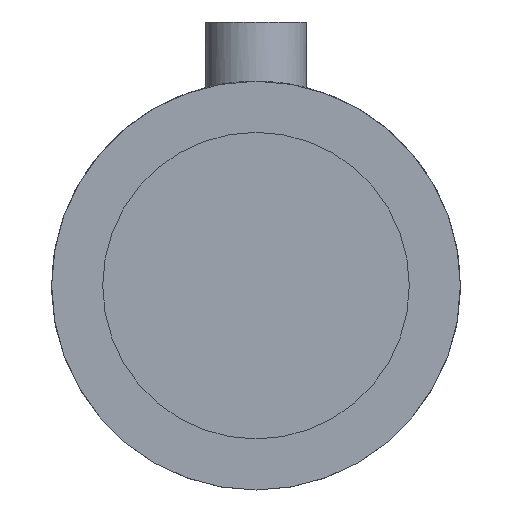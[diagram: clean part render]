
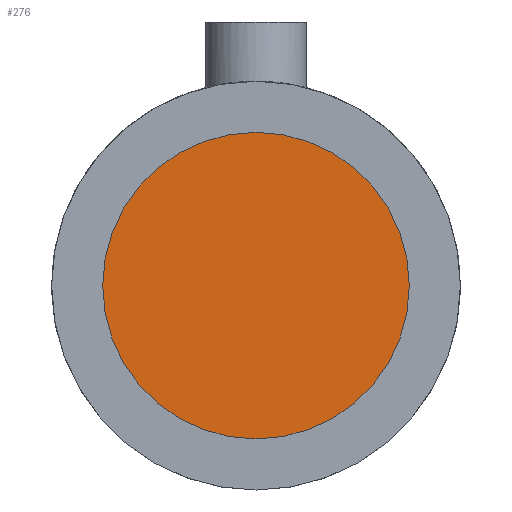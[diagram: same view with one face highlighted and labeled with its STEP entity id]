
A CAD part, front view. The second image highlights one B-rep face of the part: STEP entity #276.
In plain terms, the highlighted planar face has unit normal (0, -1, 0).
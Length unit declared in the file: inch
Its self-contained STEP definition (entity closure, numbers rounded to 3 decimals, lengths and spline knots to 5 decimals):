
#74 = VERTEX_POINT ( 'NONE', #416 ) ;
#76 = EDGE_CURVE ( 'NONE', #74, #77, #541, .T. ) ;
#77 = VERTEX_POINT ( 'NONE', #500 ) ;
#276 = ADVANCED_FACE ( 'NONE', ( #783 ), #782, .F. ) ;
#277 = EDGE_LOOP ( 'NONE', ( #278, #280 ) ) ;
#278 = ORIENTED_EDGE ( 'NONE', *, *, #279, .F. ) ;
#279 = EDGE_CURVE ( 'NONE', #77, #74, #777, .T. ) ;
#280 = ORIENTED_EDGE ( 'NONE', *, *, #76, .F. ) ;
#416 = CARTESIAN_POINT ( 'NONE',  ( 7.27, 5.26625, 0.75 ) ) ;
#500 = CARTESIAN_POINT ( 'NONE',  ( 7.27, 5.26625, -0.75 ) ) ;
#501 = DIRECTION ( 'NONE',  ( 0., 0., 1. ) ) ;
#502 = DIRECTION ( 'NONE',  ( 0., 1., 0. ) ) ;
#503 = AXIS2_PLACEMENT_3D ( 'NONE', #540, #502, #501 ) ;
#540 = CARTESIAN_POINT ( 'NONE',  ( 7.27, 5.26625, 0. ) ) ;
#541 = CIRCLE ( 'NONE', #503, 0.75 ) ;
#773 = DIRECTION ( 'NONE',  ( 0., 0., 1. ) ) ;
#774 = DIRECTION ( 'NONE',  ( 0., 1., 0. ) ) ;
#775 = CARTESIAN_POINT ( 'NONE',  ( 7.27, 5.26625, 0. ) ) ;
#776 = AXIS2_PLACEMENT_3D ( 'NONE', #775, #774, #773 ) ;
#777 = CIRCLE ( 'NONE', #776, 0.75 ) ;
#778 = DIRECTION ( 'NONE',  ( 0., 0., 1. ) ) ;
#779 = DIRECTION ( 'NONE',  ( 0., 1., 0. ) ) ;
#780 = CARTESIAN_POINT ( 'NONE',  ( 5.06443, 5.26625, 0. ) ) ;
#781 = AXIS2_PLACEMENT_3D ( 'NONE', #780, #779, #778 ) ;
#782 = PLANE ( 'NONE',  #781 ) ;
#783 = FACE_OUTER_BOUND ( 'NONE', #277, .T. ) ;
